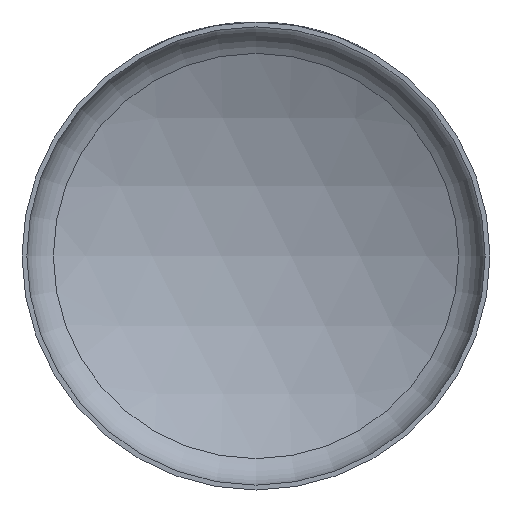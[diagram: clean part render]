
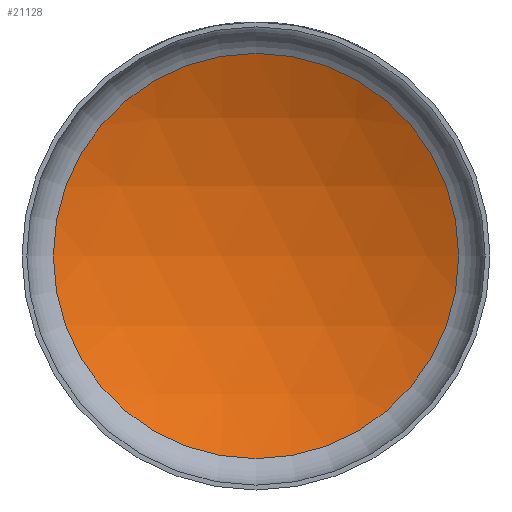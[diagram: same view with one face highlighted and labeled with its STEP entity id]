
A CAD part, front view. The second image highlights one B-rep face of the part: STEP entity #21128.
In plain terms, the highlighted spherical face has radius 193.7 mm.
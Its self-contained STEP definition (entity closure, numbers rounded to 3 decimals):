
#1025 = CARTESIAN_POINT ( 'NONE',  ( 0., 35.46, 0. ) ) ;
#3239 = EDGE_CURVE ( 'NONE', #21207, #21207, #22551, .T. ) ;
#3253 = SPHERICAL_SURFACE ( 'NONE', #12656, 193.7 ) ;
#3756 = EDGE_LOOP ( 'NONE', ( #6663 ) ) ;
#4526 = FACE_OUTER_BOUND ( 'NONE', #3756, .T. ) ;
#6663 = ORIENTED_EDGE ( 'NONE', *, *, #3239, .T. ) ;
#9393 = AXIS2_PLACEMENT_3D ( 'NONE', #1025, #21949, #11571 ) ;
#10524 = CARTESIAN_POINT ( 'NONE',  ( 0., 35.46, -83.867 ) ) ;
#11571 = DIRECTION ( 'NONE',  ( 0., 0., -1. ) ) ;
#12656 = AXIS2_PLACEMENT_3D ( 'NONE', #17517, #23874, #15712 ) ;
#15712 = DIRECTION ( 'NONE',  ( 1., 0., 0. ) ) ;
#17517 = CARTESIAN_POINT ( 'NONE',  ( 0., -139.142, 0. ) ) ;
#21128 = ADVANCED_FACE ( 'NONE', ( #4526 ), #3253, .F. ) ;
#21207 = VERTEX_POINT ( 'NONE', #10524 ) ;
#21949 = DIRECTION ( 'NONE',  ( 0., -1., 0. ) ) ;
#22551 = CIRCLE ( 'NONE', #9393, 83.867 ) ;
#23874 = DIRECTION ( 'NONE',  ( 0., 0., 1. ) ) ;
